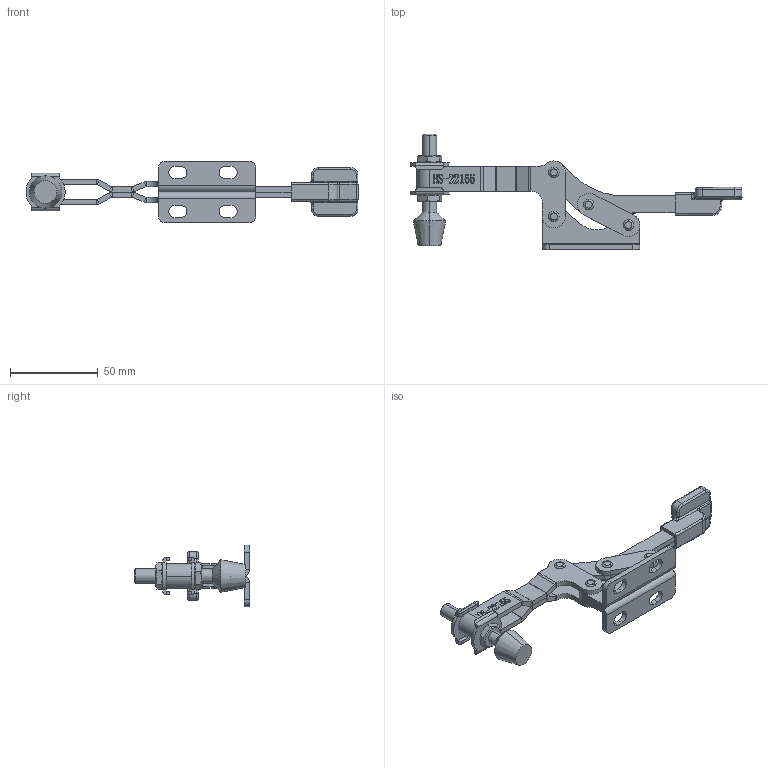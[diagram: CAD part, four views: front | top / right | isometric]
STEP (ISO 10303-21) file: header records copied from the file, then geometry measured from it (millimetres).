
FILE_DESCRIPTION (( 'STEP AP203' ), '1' );
FILE_NAME ('HS-22165 .STEP', '2019-08-02T12:17:32', ( '微软用户' ), ( '微软中国' ), 'SwSTEP 2.0', 'SolidWorks 2012', '' );
FILE_SCHEMA (( 'CONFIG_CONTROL_DESIGN' ));
Length unit declared in the file: millimetre
Products named in the file (12): HS-22165 ; FW-516; 蟀裝; hex thin nuts-grades ab-chamfered gb_GB_FASTENER_NUT_STNAB M8-N; hexagon head bolts-full thread gb_GB_FASTENER_BOLT_STBAB A M8X55-N; 种; 揤輸; 揤參; 忒梟; 忒參; 菁釱酘; 菁釱衵
Assembly tree (17 placements, depth 2):
  HS-22165 
    菁釱衵
    菁釱酘
    忒參
    忒梟
    揤參
    揤輸
    种  x4
    hexagon head bolts-full thread gb_GB_FASTENER_BOLT_STBAB A M8X55-N
    hex thin nuts-grades ab-chamfered gb_GB_FASTENER_NUT_STNAB M8-N  x2
    蟀裝  x2
    FW-516  x2
Bounding box: 188.97 x 65.75 x 34.9 mm (x, y, z)
Volume: 43223.3 mm3; surface area: 33419.7 mm2
Topology: 18 solids, 18 shells, 808 faces, 2045 edges, 1300 vertices
Faces by surface type: plane 415, cylinder 172, bspline 151, torus 38, cone 30, sphere 2
Entity records: 30494 total; most frequent: CARTESIAN_POINT 12258, ORIENTED_EDGE 3712, DIRECTION 3058, EDGE_CURVE 1856, VERTEX_POINT 1182, VECTOR 1154, LINE 1154, AXIS2_PLACEMENT_3D 952
